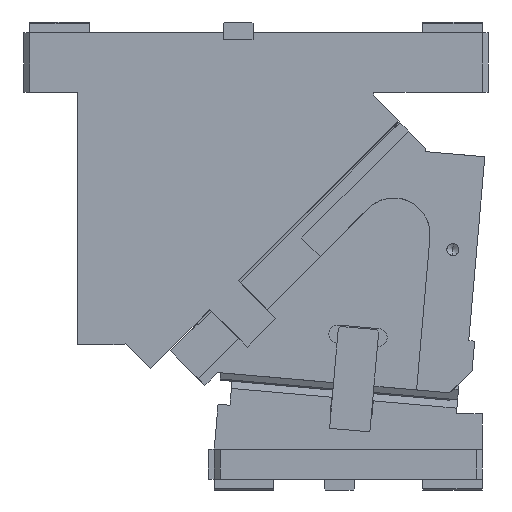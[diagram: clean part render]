
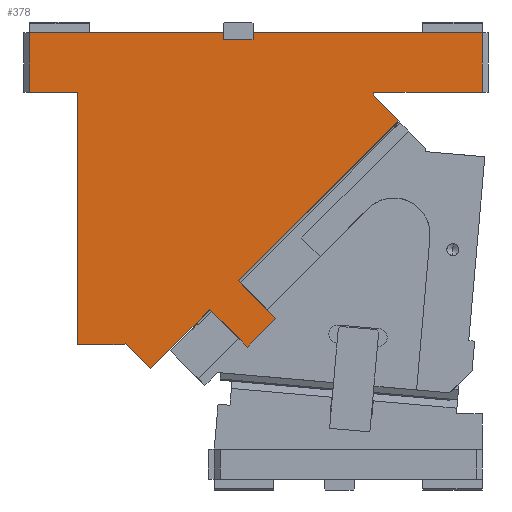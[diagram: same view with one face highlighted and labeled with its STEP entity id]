
A CAD part, front view. The second image highlights one B-rep face of the part: STEP entity #378.
In plain terms, the highlighted planar face has unit normal (0, -1, 0).
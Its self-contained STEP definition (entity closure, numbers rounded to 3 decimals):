
#61=CARTESIAN_POINT('Vertex',(180.286,-150.,-208.453)) ;
#66=CARTESIAN_POINT('Line Origine',(196.019,-150.,-224.186)) ;
#70=CARTESIAN_POINT('Vertex',(211.752,-150.,-239.919)) ;
#192=CARTESIAN_POINT('Line Origine',(199.731,-150.,-251.94)) ;
#196=CARTESIAN_POINT('Vertex',(187.711,-150.,-263.961)) ;
#211=CARTESIAN_POINT('Axis2P3D Location',(0.,-150.,0.)) ;
#216=CARTESIAN_POINT('Line Origine',(247.638,-150.,-141.101)) ;
#220=CARTESIAN_POINT('Vertex',(314.99,-150.,-73.749)) ;
#223=CARTESIAN_POINT('Line Origine',(304.383,-150.,-63.142)) ;
#227=CARTESIAN_POINT('Vertex',(293.777,-150.,-52.536)) ;
#230=CARTESIAN_POINT('Line Origine',(293.888,-150.,-52.424)) ;
#234=CARTESIAN_POINT('Vertex',(294.,-150.,-52.312)) ;
#237=CARTESIAN_POINT('Line Origine',(294.,-150.,-51.156)) ;
#241=CARTESIAN_POINT('Vertex',(294.,-150.,-50.)) ;
#244=CARTESIAN_POINT('Line Origine',(339.5,-150.,-50.)) ;
#248=CARTESIAN_POINT('Vertex',(385.,-150.,-50.)) ;
#251=CARTESIAN_POINT('Line Origine',(385.,-150.,-25.)) ;
#255=CARTESIAN_POINT('Vertex',(385.,-150.,0.)) ;
#258=CARTESIAN_POINT('Line Origine',(288.75,-150.,0.)) ;
#262=CARTESIAN_POINT('Vertex',(192.5,-150.,0.)) ;
#265=CARTESIAN_POINT('Line Origine',(192.5,-150.,-3.)) ;
#269=CARTESIAN_POINT('Vertex',(192.5,-150.,-6.)) ;
#272=CARTESIAN_POINT('Line Origine',(180.,-150.,-6.)) ;
#276=CARTESIAN_POINT('Vertex',(167.5,-150.,-6.)) ;
#279=CARTESIAN_POINT('Line Origine',(167.5,-150.,-3.)) ;
#283=CARTESIAN_POINT('Vertex',(167.5,-150.,0.)) ;
#286=CARTESIAN_POINT('Line Origine',(86.25,-150.,0.)) ;
#290=CARTESIAN_POINT('Vertex',(5.,-150.,0.)) ;
#293=CARTESIAN_POINT('Line Origine',(5.,-150.,-25.)) ;
#297=CARTESIAN_POINT('Vertex',(5.,-150.,-50.)) ;
#300=CARTESIAN_POINT('Line Origine',(25.,-150.,-50.)) ;
#304=CARTESIAN_POINT('Vertex',(45.,-150.,-50.)) ;
#307=CARTESIAN_POINT('Line Origine',(45.,-150.,-156.)) ;
#311=CARTESIAN_POINT('Vertex',(45.,-150.,-262.)) ;
#314=CARTESIAN_POINT('Line Origine',(64.656,-150.,-262.)) ;
#318=CARTESIAN_POINT('Vertex',(84.312,-150.,-262.)) ;
#321=CARTESIAN_POINT('Line Origine',(84.746,-150.,-261.566)) ;
#325=CARTESIAN_POINT('Vertex',(85.18,-150.,-261.132)) ;
#328=CARTESIAN_POINT('Line Origine',(95.787,-150.,-271.739)) ;
#332=CARTESIAN_POINT('Vertex',(106.393,-150.,-282.346)) ;
#335=CARTESIAN_POINT('Line Origine',(123.364,-150.,-265.375)) ;
#339=CARTESIAN_POINT('Vertex',(140.334,-150.,-248.404)) ;
#342=CARTESIAN_POINT('Line Origine',(148.289,-150.,-240.449)) ;
#346=CARTESIAN_POINT('Vertex',(156.244,-150.,-232.495)) ;
#349=CARTESIAN_POINT('Line Origine',(171.977,-150.,-248.228)) ;
#67=DIRECTION('Vector Direction',(-0.707,0.,0.707)) ;
#193=DIRECTION('Vector Direction',(0.707,0.,0.707)) ;
#212=DIRECTION('Axis2P3D Direction',(0.,1.,0.)) ;
#213=DIRECTION('Axis2P3D XDirection',(0.,0.,1.)) ;
#217=DIRECTION('Vector Direction',(-0.707,0.,-0.707)) ;
#224=DIRECTION('Vector Direction',(0.707,0.,-0.707)) ;
#231=DIRECTION('Vector Direction',(-0.707,0.,-0.707)) ;
#238=DIRECTION('Vector Direction',(0.,0.,-1.)) ;
#245=DIRECTION('Vector Direction',(-1.,0.,0.)) ;
#252=DIRECTION('Vector Direction',(0.,0.,1.)) ;
#259=DIRECTION('Vector Direction',(1.,0.,0.)) ;
#266=DIRECTION('Vector Direction',(0.,0.,-1.)) ;
#273=DIRECTION('Vector Direction',(1.,0.,0.)) ;
#280=DIRECTION('Vector Direction',(0.,0.,1.)) ;
#287=DIRECTION('Vector Direction',(1.,0.,0.)) ;
#294=DIRECTION('Vector Direction',(0.,0.,-1.)) ;
#301=DIRECTION('Vector Direction',(1.,0.,0.)) ;
#308=DIRECTION('Vector Direction',(0.,0.,-1.)) ;
#315=DIRECTION('Vector Direction',(-1.,0.,0.)) ;
#322=DIRECTION('Vector Direction',(-0.707,0.,-0.707)) ;
#329=DIRECTION('Vector Direction',(-0.707,0.,0.707)) ;
#336=DIRECTION('Vector Direction',(0.707,0.,0.707)) ;
#343=DIRECTION('Vector Direction',(-0.707,0.,-0.707)) ;
#350=DIRECTION('Vector Direction',(-0.707,0.,0.707)) ;
#214=AXIS2_PLACEMENT_3D('Plane Axis2P3D',#211,#212,#213) ;
#355=ORIENTED_EDGE('',*,*,#222,.T.) ;
#356=ORIENTED_EDGE('',*,*,#229,.T.) ;
#357=ORIENTED_EDGE('',*,*,#236,.F.) ;
#358=ORIENTED_EDGE('',*,*,#243,.F.) ;
#359=ORIENTED_EDGE('',*,*,#250,.F.) ;
#360=ORIENTED_EDGE('',*,*,#257,.T.) ;
#361=ORIENTED_EDGE('',*,*,#264,.F.) ;
#362=ORIENTED_EDGE('',*,*,#271,.T.) ;
#363=ORIENTED_EDGE('',*,*,#278,.F.) ;
#364=ORIENTED_EDGE('',*,*,#285,.T.) ;
#365=ORIENTED_EDGE('',*,*,#292,.F.) ;
#366=ORIENTED_EDGE('',*,*,#299,.T.) ;
#367=ORIENTED_EDGE('',*,*,#306,.T.) ;
#368=ORIENTED_EDGE('',*,*,#313,.T.) ;
#369=ORIENTED_EDGE('',*,*,#320,.F.) ;
#370=ORIENTED_EDGE('',*,*,#327,.F.) ;
#371=ORIENTED_EDGE('',*,*,#334,.T.) ;
#372=ORIENTED_EDGE('',*,*,#341,.T.) ;
#373=ORIENTED_EDGE('',*,*,#348,.T.) ;
#374=ORIENTED_EDGE('',*,*,#353,.F.) ;
#375=ORIENTED_EDGE('',*,*,#198,.T.) ;
#376=ORIENTED_EDGE('',*,*,#72,.T.) ;
#68=VECTOR('Line Direction',#67,1.) ;
#194=VECTOR('Line Direction',#193,1.) ;
#218=VECTOR('Line Direction',#217,1.) ;
#225=VECTOR('Line Direction',#224,1.) ;
#232=VECTOR('Line Direction',#231,1.) ;
#239=VECTOR('Line Direction',#238,1.) ;
#246=VECTOR('Line Direction',#245,1.) ;
#253=VECTOR('Line Direction',#252,1.) ;
#260=VECTOR('Line Direction',#259,1.) ;
#267=VECTOR('Line Direction',#266,1.) ;
#274=VECTOR('Line Direction',#273,1.) ;
#281=VECTOR('Line Direction',#280,1.) ;
#288=VECTOR('Line Direction',#287,1.) ;
#295=VECTOR('Line Direction',#294,1.) ;
#302=VECTOR('Line Direction',#301,1.) ;
#309=VECTOR('Line Direction',#308,1.) ;
#316=VECTOR('Line Direction',#315,1.) ;
#323=VECTOR('Line Direction',#322,1.) ;
#330=VECTOR('Line Direction',#329,1.) ;
#337=VECTOR('Line Direction',#336,1.) ;
#344=VECTOR('Line Direction',#343,1.) ;
#351=VECTOR('Line Direction',#350,1.) ;
#378=ADVANCED_FACE('CAM HOLDER',(#377),#215,.F.) ;
#72=EDGE_CURVE('',#71,#62,#69,.T.) ;
#198=EDGE_CURVE('',#197,#71,#195,.T.) ;
#222=EDGE_CURVE('',#62,#221,#219,.F.) ;
#229=EDGE_CURVE('',#221,#228,#226,.F.) ;
#236=EDGE_CURVE('',#235,#228,#233,.T.) ;
#243=EDGE_CURVE('',#242,#235,#240,.T.) ;
#250=EDGE_CURVE('',#249,#242,#247,.T.) ;
#257=EDGE_CURVE('',#249,#256,#254,.T.) ;
#264=EDGE_CURVE('',#263,#256,#261,.T.) ;
#271=EDGE_CURVE('',#263,#270,#268,.T.) ;
#278=EDGE_CURVE('',#277,#270,#275,.T.) ;
#285=EDGE_CURVE('',#277,#284,#282,.T.) ;
#292=EDGE_CURVE('',#291,#284,#289,.T.) ;
#299=EDGE_CURVE('',#291,#298,#296,.T.) ;
#306=EDGE_CURVE('',#298,#305,#303,.T.) ;
#313=EDGE_CURVE('',#305,#312,#310,.T.) ;
#320=EDGE_CURVE('',#319,#312,#317,.T.) ;
#327=EDGE_CURVE('',#326,#319,#324,.T.) ;
#334=EDGE_CURVE('',#326,#333,#331,.F.) ;
#341=EDGE_CURVE('',#333,#340,#338,.T.) ;
#348=EDGE_CURVE('',#340,#347,#345,.F.) ;
#353=EDGE_CURVE('',#197,#347,#352,.T.) ;
#354=EDGE_LOOP('',(#355,#356,#357,#358,#359,#360,#361,#362,#363,#364,#365,#366,#367,#368,#369,#370,#371,#372,#373,#374,#375,#376)) ;
#377=FACE_OUTER_BOUND('',#354,.T.) ;
#69=LINE('Line',#66,#68) ;
#195=LINE('Line',#192,#194) ;
#219=LINE('Line',#216,#218) ;
#226=LINE('Line',#223,#225) ;
#233=LINE('Line',#230,#232) ;
#240=LINE('Line',#237,#239) ;
#247=LINE('Line',#244,#246) ;
#254=LINE('Line',#251,#253) ;
#261=LINE('Line',#258,#260) ;
#268=LINE('Line',#265,#267) ;
#275=LINE('Line',#272,#274) ;
#282=LINE('Line',#279,#281) ;
#289=LINE('Line',#286,#288) ;
#296=LINE('Line',#293,#295) ;
#303=LINE('Line',#300,#302) ;
#310=LINE('Line',#307,#309) ;
#317=LINE('Line',#314,#316) ;
#324=LINE('Line',#321,#323) ;
#331=LINE('Line',#328,#330) ;
#338=LINE('Line',#335,#337) ;
#345=LINE('Line',#342,#344) ;
#352=LINE('Line',#349,#351) ;
#215=PLANE('Plane',#214) ;
#62=VERTEX_POINT('',#61) ;
#71=VERTEX_POINT('',#70) ;
#197=VERTEX_POINT('',#196) ;
#221=VERTEX_POINT('',#220) ;
#228=VERTEX_POINT('',#227) ;
#235=VERTEX_POINT('',#234) ;
#242=VERTEX_POINT('',#241) ;
#249=VERTEX_POINT('',#248) ;
#256=VERTEX_POINT('',#255) ;
#263=VERTEX_POINT('',#262) ;
#270=VERTEX_POINT('',#269) ;
#277=VERTEX_POINT('',#276) ;
#284=VERTEX_POINT('',#283) ;
#291=VERTEX_POINT('',#290) ;
#298=VERTEX_POINT('',#297) ;
#305=VERTEX_POINT('',#304) ;
#312=VERTEX_POINT('',#311) ;
#319=VERTEX_POINT('',#318) ;
#326=VERTEX_POINT('',#325) ;
#333=VERTEX_POINT('',#332) ;
#340=VERTEX_POINT('',#339) ;
#347=VERTEX_POINT('',#346) ;
